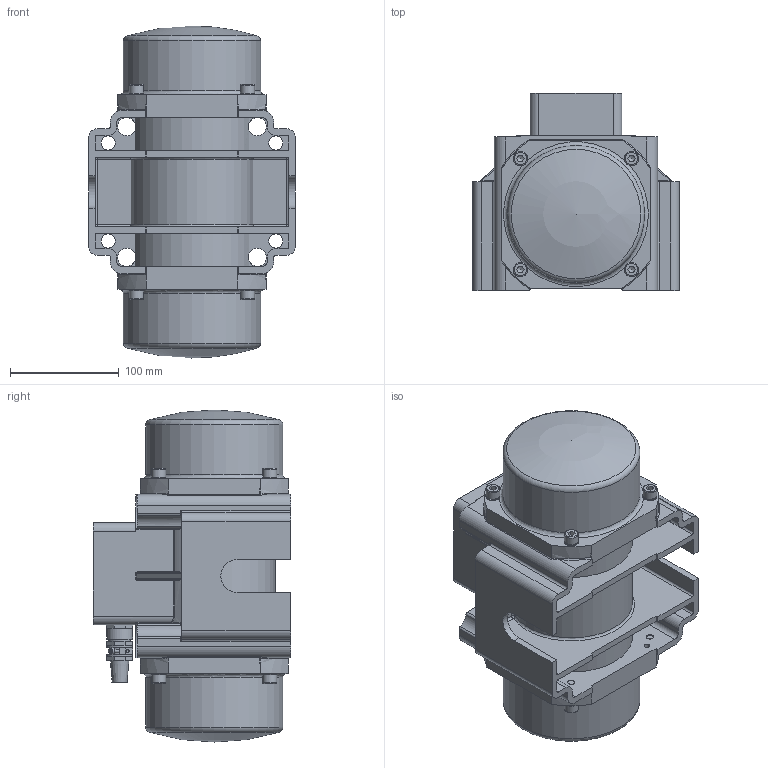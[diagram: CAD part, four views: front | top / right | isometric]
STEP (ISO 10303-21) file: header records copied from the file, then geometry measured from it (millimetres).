
FILE_DESCRIPTION((''),'2;1');
FILE_NAME('A30-14,2-2 nativ.stp','2010-02-23T13:30:55',('Doris'),(''),'Autodesk Inventor 2008','Autodesk Inventor 2008','');
FILE_SCHEMA(('AUTOMOTIVE_DESIGN { 1 0 10303 214 1 1 1 1 }'));
Length unit declared in the file: millimetre
Products named in the file (1): A30-14,2-2 nativ1
Bounding box: 190 x 181 x 305 mm (x, y, z)
Volume: 1844551.8 mm3; surface area: 535800.3 mm2
Topology: 1 solids, 17 shells, 1043 faces, 2537 edges, 1582 vertices
Faces by surface type: plane 422, cylinder 343, bspline 147, cone 91, torus 27, sphere 13
Full cylindrical faces by diameter (mm): 2.729 x2, 3 x4, 3.242 x3, 4.917 x8, 6 x4, 6.5 x4, 6.647 x8, 7 x8, 7.5 x4, 8 x8, 8.4 x8, 9 x8, 10 x2, 12 x4, 12.5 x4, 13 x20, 16.5 x5, 17 x1, 17.294 x1, 18 x2, 20 x2, 22 x4, 23.8 x3, 30.6 x2, 65 x2, 72 x2, 96 x3, 101.2 x2, 122.5 x2, 123 x2
Entity records: 36000 total; most frequent: CARTESIAN_POINT 12584, DIRECTION 4734, ORIENTED_EDGE 4344, EDGE_CURVE 2172, AXIS2_PLACEMENT_3D 1908, VERTEX_POINT 1464, EDGE_LOOP 1406, FACE_OUTER_BOUND 1043
